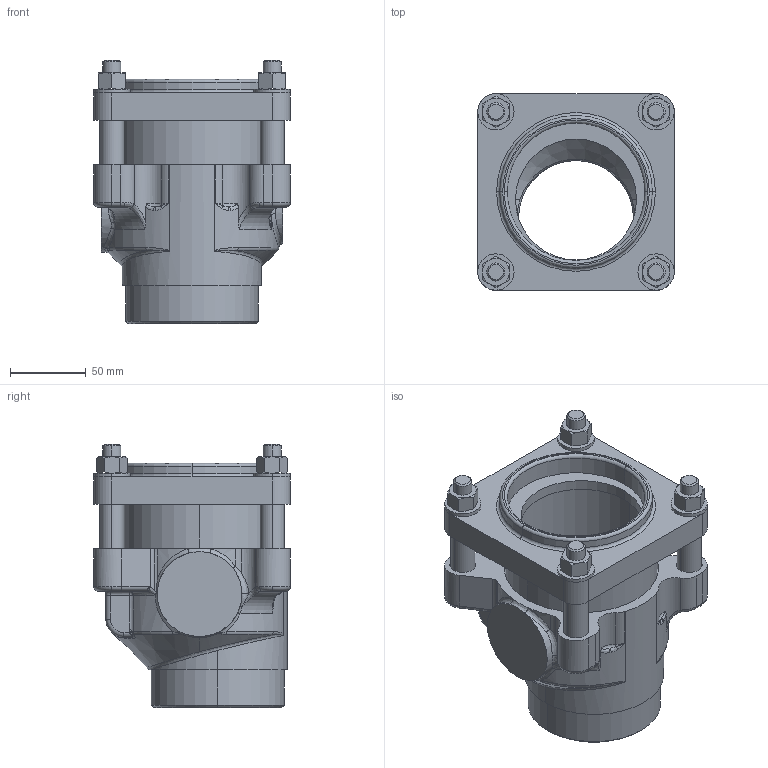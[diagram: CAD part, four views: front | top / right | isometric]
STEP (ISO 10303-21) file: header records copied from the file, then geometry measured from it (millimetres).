
FILE_DESCRIPTION (( 'STEP AP214' ), '1' );
FILE_NAME ('SGAV80G_251880.STEP', '2012-09-20T10:55:25', ( 'Admin2' ), ( '' ), 'SwSTEP 2.0', 'SolidWorks 2010', '' );
FILE_SCHEMA (( 'AUTOMOTIVE_DESIGN' ));
Length unit declared in the file: millimetre
Products named in the file (1): SGAV80G_251880
Bounding box: 130 x 130 x 174 mm (x, y, z)
Surface area: 164661.2 mm2 (no closed solid volume)
Topology: 0 solids, 22 shells, 566 faces, 1542 edges, 998 vertices
Faces by surface type: plane 202, bspline 158, cylinder 116, cone 46, torus 41, sphere 3
Entity records: 35034 total; most frequent: CARTESIAN_POINT 15688, ORIENTED_EDGE 2812, DIRECTION 2339, EDGE_CURVE 1534, VERTEX_POINT 998, AXIS2_PLACEMENT_3D 836, LINE 667, VECTOR 667
